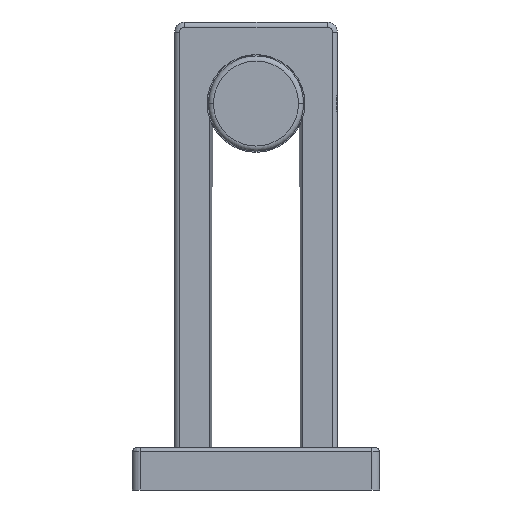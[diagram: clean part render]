
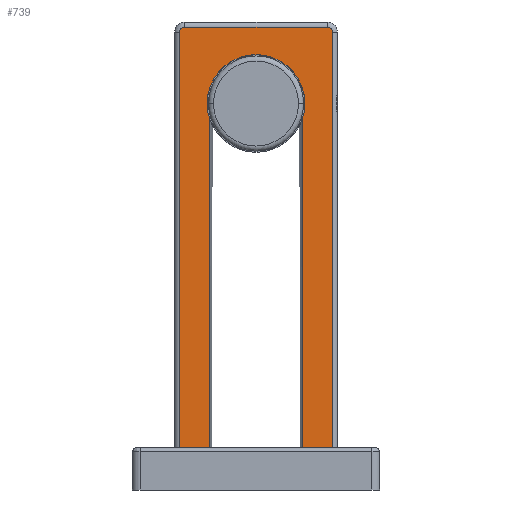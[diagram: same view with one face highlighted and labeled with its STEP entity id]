
A CAD part, left-side view. The second image highlights one B-rep face of the part: STEP entity #739.
In plain terms, the highlighted planar face has unit normal (-1, 0, 0).
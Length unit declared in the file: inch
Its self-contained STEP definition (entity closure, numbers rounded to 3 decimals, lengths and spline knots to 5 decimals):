
#17=DIRECTION('',(0.,0.,-1.));
#18=VECTOR('',#17,3.185);
#19=CARTESIAN_POINT('',(-9.25,0.586,3.508));
#20=LINE('',#19,#18);
#21=CARTESIAN_POINT('',(-9.25,0.546,3.508));
#22=DIRECTION('',(-1.,0.,0.));
#23=DIRECTION('',(0.,0.,1.));
#24=AXIS2_PLACEMENT_3D('',#21,#22,#23);
#26=DIRECTION('',(0.,1.,0.));
#27=VECTOR('',#26,1.092);
#28=CARTESIAN_POINT('',(-9.25,-0.546,3.548));
#29=LINE('',#28,#27);
#30=CARTESIAN_POINT('',(-9.25,-0.546,3.508));
#31=DIRECTION('',(-1.,0.,0.));
#32=DIRECTION('',(0.,-1.,0.));
#33=AXIS2_PLACEMENT_3D('',#30,#31,#32);
#35=DIRECTION('',(0.,0.,1.));
#36=VECTOR('',#35,3.185);
#37=CARTESIAN_POINT('',(-9.25,-0.586,0.323));
#38=LINE('',#37,#36);
#39=DIRECTION('',(0.,0.,-1.));
#40=VECTOR('',#39,2.51527);
#41=CARTESIAN_POINT('',(-9.25,-0.354,2.83827));
#42=LINE('',#41,#40);
#43=DIRECTION('',(0.,0.,-1.));
#44=VECTOR('',#43,2.51527);
#45=CARTESIAN_POINT('',(-9.25,0.354,2.83827));
#46=LINE('',#45,#44);
#101=DIRECTION('',(0.,-1.,0.));
#102=VECTOR('',#101,0.232);
#103=CARTESIAN_POINT('',(-9.25,0.586,0.323));
#104=LINE('',#103,#102);
#119=DIRECTION('',(0.,-1.,0.));
#120=VECTOR('',#119,0.232);
#121=CARTESIAN_POINT('',(-9.25,-0.354,0.323));
#122=LINE('',#121,#120);
#328=CARTESIAN_POINT('',(-9.25,0.354,2.83827));
#330=CARTESIAN_POINT('',(-9.25,0.,2.962));
#331=DIRECTION('',(1.,0.,0.));
#332=DIRECTION('',(0.,0.944,-0.33));
#333=AXIS2_PLACEMENT_3D('',#330,#331,#332);
#410=CARTESIAN_POINT('',(-9.25,-0.354,2.83827));
#609=VERTEX_POINT('',#328);
#610=VERTEX_POINT('',#410);
#622=CARTESIAN_POINT('',(-9.25,0.546,3.548));
#623=CARTESIAN_POINT('',(-9.25,0.586,3.508));
#624=VERTEX_POINT('',#622);
#625=VERTEX_POINT('',#623);
#630=CARTESIAN_POINT('',(-9.25,-0.546,3.548));
#631=VERTEX_POINT('',#630);
#634=CARTESIAN_POINT('',(-9.25,-0.586,3.508));
#635=VERTEX_POINT('',#634);
#662=CARTESIAN_POINT('',(-9.25,0.586,0.323));
#663=CARTESIAN_POINT('',(-9.25,0.354,0.323));
#664=VERTEX_POINT('',#662);
#665=VERTEX_POINT('',#663);
#666=CARTESIAN_POINT('',(-9.25,-0.354,0.323));
#667=CARTESIAN_POINT('',(-9.25,-0.586,0.323));
#668=VERTEX_POINT('',#666);
#669=VERTEX_POINT('',#667);
#713=CARTESIAN_POINT('',(-9.25,0.,0.323));
#714=DIRECTION('',(-1.,0.,0.));
#715=DIRECTION('',(0.,-1.,0.));
#716=AXIS2_PLACEMENT_3D('',#713,#714,#715);
#717=PLANE('',#716);
#719=ORIENTED_EDGE('',*,*,#718,.F.);
#721=ORIENTED_EDGE('',*,*,#720,.F.);
#722=ORIENTED_EDGE('',*,*,#703,.F.);
#724=ORIENTED_EDGE('',*,*,#723,.F.);
#726=ORIENTED_EDGE('',*,*,#725,.F.);
#728=ORIENTED_EDGE('',*,*,#727,.F.);
#730=ORIENTED_EDGE('',*,*,#729,.F.);
#732=ORIENTED_EDGE('',*,*,#731,.F.);
#734=ORIENTED_EDGE('',*,*,#733,.F.);
#736=ORIENTED_EDGE('',*,*,#735,.T.);
#737=EDGE_LOOP('',(#719,#721,#722,#724,#726,#728,#730,#732,#734,#736));
#738=FACE_OUTER_BOUND('',#737,.F.);
#739=ADVANCED_FACE('',(#738),#717,.T.);
#25=CIRCLE('',#24,0.04);
#34=CIRCLE('',#33,0.04);
#334=CIRCLE('',#333,0.375);
#703=EDGE_CURVE('',#624,#625,#25,.T.);
#718=EDGE_CURVE('',#664,#665,#104,.T.);
#720=EDGE_CURVE('',#625,#664,#20,.T.);
#723=EDGE_CURVE('',#631,#624,#29,.T.);
#725=EDGE_CURVE('',#635,#631,#34,.T.);
#727=EDGE_CURVE('',#669,#635,#38,.T.);
#729=EDGE_CURVE('',#668,#669,#122,.T.);
#731=EDGE_CURVE('',#610,#668,#42,.T.);
#733=EDGE_CURVE('',#609,#610,#334,.T.);
#735=EDGE_CURVE('',#609,#665,#46,.T.);
